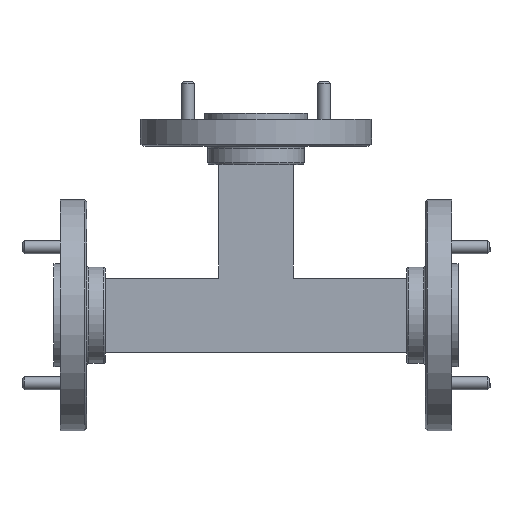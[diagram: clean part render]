
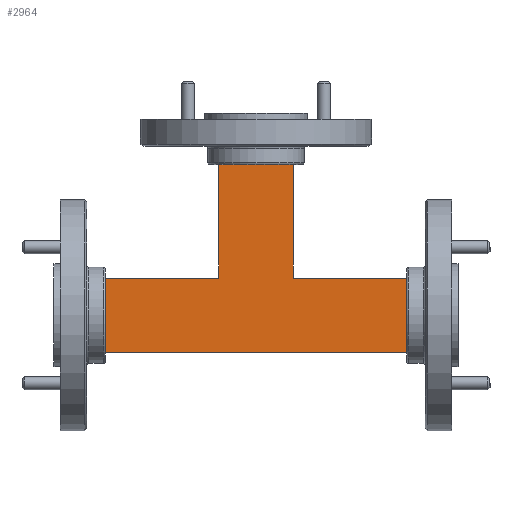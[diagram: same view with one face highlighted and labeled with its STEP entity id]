
A CAD part, front view. The second image highlights one B-rep face of the part: STEP entity #2964.
In plain terms, the highlighted planar face has unit normal (0, -1, 0).
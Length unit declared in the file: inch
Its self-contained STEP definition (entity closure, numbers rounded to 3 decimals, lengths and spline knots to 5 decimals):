
#21 = CARTESIAN_POINT ( 'NONE',  ( 0., -0.11024, 0.73425 ) ) ;
#86 = EDGE_CURVE ( 'NONE', #5323, #5391, #2325, .T. ) ;
#110 = CARTESIAN_POINT ( 'NONE',  ( -0.73425, -0.11024, -0.1811 ) ) ;
#215 = EDGE_CURVE ( 'NONE', #6040, #1824, #3566, .T. ) ;
#340 = CARTESIAN_POINT ( 'NONE',  ( -0.1811, -0.11024, -0.1811 ) ) ;
#584 = CARTESIAN_POINT ( 'NONE',  ( -0.1811, -0.11024, 0.1811 ) ) ;
#612 = CARTESIAN_POINT ( 'NONE',  ( 0.1811, -0.11024, 0.73425 ) ) ;
#678 = LINE ( 'NONE', #2265, #3545 ) ;
#680 = CARTESIAN_POINT ( 'NONE',  ( -0.1811, -0.11024, 0.73425 ) ) ;
#873 = DIRECTION ( 'NONE',  ( 0., 0., 1. ) ) ;
#893 = EDGE_CURVE ( 'NONE', #2033, #1824, #6376, .T. ) ;
#1155 = ORIENTED_EDGE ( 'NONE', *, *, #86, .F. ) ;
#1264 = PLANE ( 'NONE',  #2990 ) ;
#1423 = LINE ( 'NONE', #4088, #4779 ) ;
#1442 = CARTESIAN_POINT ( 'NONE',  ( 0.73425, -0.11024, 0. ) ) ;
#1682 = DIRECTION ( 'NONE',  ( 0., 0., 1. ) ) ;
#1718 = VECTOR ( 'NONE', #5610, 39.37008 ) ;
#1824 = VERTEX_POINT ( 'NONE', #2934 ) ;
#2033 = VERTEX_POINT ( 'NONE', #110 ) ;
#2076 = DIRECTION ( 'NONE',  ( 1., 0., 0. ) ) ;
#2102 = EDGE_CURVE ( 'NONE', #6040, #4210, #678, .T. ) ;
#2172 = ORIENTED_EDGE ( 'NONE', *, *, #2553, .T. ) ;
#2265 = CARTESIAN_POINT ( 'NONE',  ( 0.98425, -0.11024, 0.1811 ) ) ;
#2325 = LINE ( 'NONE', #340, #5477 ) ;
#2407 = CARTESIAN_POINT ( 'NONE',  ( -0.1811, -0.11024, -0.1811 ) ) ;
#2553 = EDGE_CURVE ( 'NONE', #4210, #5692, #4234, .T. ) ;
#2698 = CARTESIAN_POINT ( 'NONE',  ( -0.73425, -0.11024, 0.1811 ) ) ;
#2767 = ORIENTED_EDGE ( 'NONE', *, *, #6414, .T. ) ;
#2814 = DIRECTION ( 'NONE',  ( 0., -1., 0. ) ) ;
#2934 = CARTESIAN_POINT ( 'NONE',  ( 0.73425, -0.11024, -0.1811 ) ) ;
#2964 = ADVANCED_FACE ( 'NONE', ( #5873 ), #1264, .T. ) ;
#2990 = AXIS2_PLACEMENT_3D ( 'NONE', #3322, #2814, #5371 ) ;
#3135 = ORIENTED_EDGE ( 'NONE', *, *, #215, .F. ) ;
#3322 = CARTESIAN_POINT ( 'NONE',  ( -0.1811, -0.11024, -0.1811 ) ) ;
#3497 = VECTOR ( 'NONE', #2076, 39.37008 ) ;
#3499 = CARTESIAN_POINT ( 'NONE',  ( 0.73425, -0.11024, 0.1811 ) ) ;
#3504 = VECTOR ( 'NONE', #5666, 39.37008 ) ;
#3545 = VECTOR ( 'NONE', #5823, 39.37008 ) ;
#3566 = LINE ( 'NONE', #1442, #1718 ) ;
#3614 = LINE ( 'NONE', #4020, #3504 ) ;
#3762 = ORIENTED_EDGE ( 'NONE', *, *, #5178, .F. ) ;
#3891 = DIRECTION ( 'NONE',  ( 1., 0., 0. ) ) ;
#4020 = CARTESIAN_POINT ( 'NONE',  ( 0.98425, -0.11024, 0.1811 ) ) ;
#4088 = CARTESIAN_POINT ( 'NONE',  ( -0.73425, -0.11024, 0. ) ) ;
#4111 = VERTEX_POINT ( 'NONE', #2698 ) ;
#4210 = VERTEX_POINT ( 'NONE', #6556 ) ;
#4234 = LINE ( 'NONE', #6287, #6418 ) ;
#4627 = LINE ( 'NONE', #21, #3497 ) ;
#4779 = VECTOR ( 'NONE', #6034, 39.37008 ) ;
#4806 = EDGE_CURVE ( 'NONE', #5391, #5692, #4627, .T. ) ;
#4894 = VECTOR ( 'NONE', #3891, 39.37008 ) ;
#4923 = ORIENTED_EDGE ( 'NONE', *, *, #893, .T. ) ;
#5165 = ORIENTED_EDGE ( 'NONE', *, *, #4806, .F. ) ;
#5178 = EDGE_CURVE ( 'NONE', #2033, #4111, #1423, .T. ) ;
#5322 = ORIENTED_EDGE ( 'NONE', *, *, #2102, .T. ) ;
#5323 = VERTEX_POINT ( 'NONE', #584 ) ;
#5371 = DIRECTION ( 'NONE',  ( 0., 0., -1. ) ) ;
#5391 = VERTEX_POINT ( 'NONE', #680 ) ;
#5477 = VECTOR ( 'NONE', #873, 39.37008 ) ;
#5610 = DIRECTION ( 'NONE',  ( 0., 0., -1. ) ) ;
#5666 = DIRECTION ( 'NONE',  ( -1., 0., 0. ) ) ;
#5692 = VERTEX_POINT ( 'NONE', #612 ) ;
#5823 = DIRECTION ( 'NONE',  ( -1., 0., 0. ) ) ;
#5873 = FACE_OUTER_BOUND ( 'NONE', #6506, .T. ) ;
#6034 = DIRECTION ( 'NONE',  ( 0., 0., 1. ) ) ;
#6040 = VERTEX_POINT ( 'NONE', #3499 ) ;
#6287 = CARTESIAN_POINT ( 'NONE',  ( 0.1811, -0.11024, -0.1811 ) ) ;
#6376 = LINE ( 'NONE', #2407, #4894 ) ;
#6414 = EDGE_CURVE ( 'NONE', #5323, #4111, #3614, .T. ) ;
#6418 = VECTOR ( 'NONE', #1682, 39.37008 ) ;
#6506 = EDGE_LOOP ( 'NONE', ( #3762, #4923, #3135, #5322, #2172, #5165, #1155, #2767 ) ) ;
#6556 = CARTESIAN_POINT ( 'NONE',  ( 0.1811, -0.11024, 0.1811 ) ) ;
